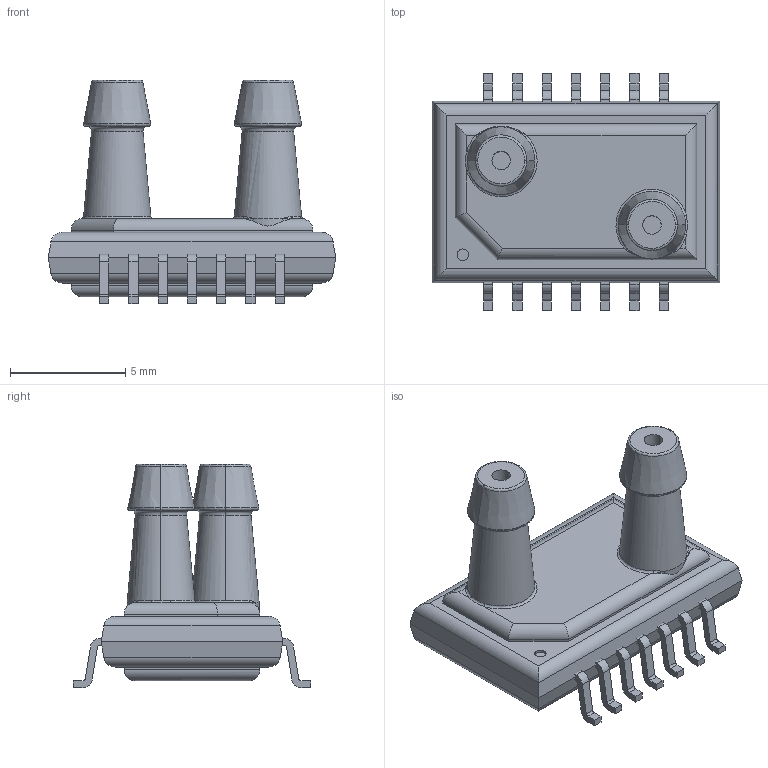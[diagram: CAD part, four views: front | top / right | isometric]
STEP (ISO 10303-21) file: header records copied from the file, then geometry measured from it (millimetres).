
FILE_DESCRIPTION (( 'STEP AP214' ), '1' );
FILE_NAME ('User Library-MS5525DSO.STEP', '2021-05-18T20:41:51', ( '' ), ( '' ), 'SwSTEP 2.0', 'SolidWorks 2020', '' );
FILE_SCHEMA (( 'AUTOMOTIVE_DESIGN' ));
Length unit declared in the file: millimetre
Products named in the file (3): PINS; User Library-MS5525DSO; MAIN BODY
Assembly tree (2 placements, depth 2):
  User Library-MS5525DSO
    MAIN BODY
    PINS
Bounding box: 12.5 x 10.3 x 9.71 mm (x, y, z)
Volume: 337.6 mm3; surface area: 468.5 mm2
Topology: 15 solids, 15 shells, 295 faces, 724 edges, 464 vertices
Faces by surface type: plane 170, cylinder 82, bspline 39, cone 4
Entity records: 16085 total; most frequent: CARTESIAN_POINT 5901, ORIENTED_EDGE 1444, DIRECTION 1280, EDGE_CURVE 722, LINE 474, VECTOR 474, VERTEX_POINT 464, AXIS2_PLACEMENT_3D 403
